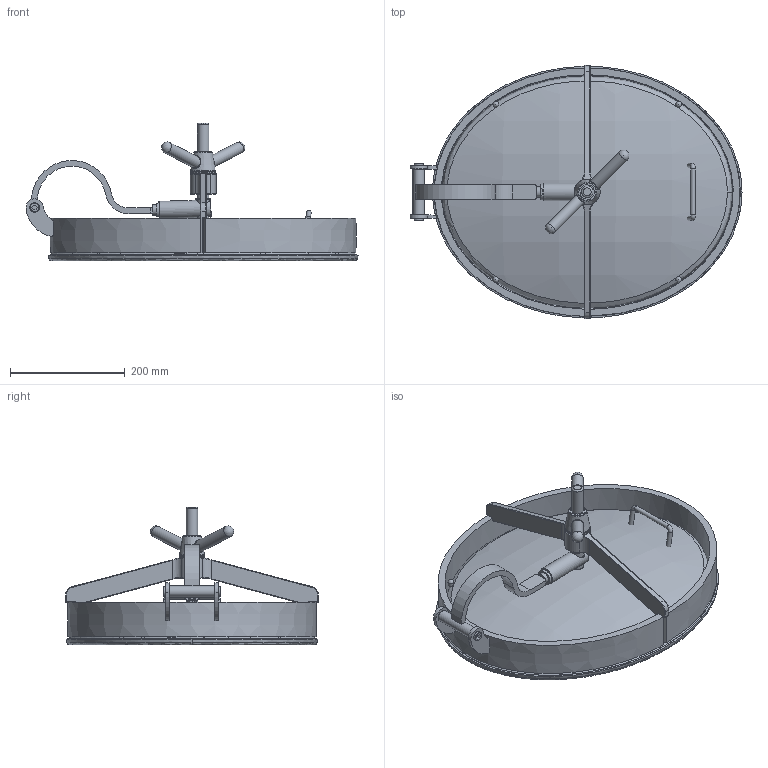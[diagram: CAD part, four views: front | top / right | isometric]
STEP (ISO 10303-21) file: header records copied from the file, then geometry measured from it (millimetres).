
FILE_DESCRIPTION(/* description */ ('Unknown'),/* implementation_level */ '2;1');
FILE_NAME(/* name */ 'FA08E4200 MOD 200LKD rev 05',/* time_stamp */ '2016-07-01T16:23:44+02:00',/* author */ ('Unknown'),/* organization */ ('Unknown'),/* preprocessor_version */ 'ST-DEVELOPER v16',/* originating_system */ 'DEX',/* authorisation */ $);
FILE_SCHEMA (('AUTOMOTIVE_DESIGN {1 0 10303 214 3 1 1}'));
Length unit declared in the file: millimetre
Products named in the file (23): FA08E4200 MOD 200LKD rev 05; 7TA0800 rev 02; 8AP15 rev 01; 81068 rev 03; 7CA0801 rev 02; 8AS103; 92019 rev 07; 82072 rev 02; 97303; 9604 assieme; 97210 rev 01; 97285 rev 03; 71015 rev 02; 8P105 rev 03; 97283; 97294 rev 02; 95423; 95020; 97062; 94044 rev 01; 94044 CORPO rev 01; 94044 BOCC. OTT. M20; 71098
Assembly tree (27 placements, depth 3):
  FA08E4200 MOD 200LKD rev 05
    7TA0800 rev 02
      8AP15 rev 01
      81068 rev 03  x2
    7CA0801 rev 02
      8AS103
      92019 rev 07
      82072 rev 02
      97303  x4
    9604 assieme
    97210 rev 01
    97285 rev 03
    71015 rev 02
      8P105 rev 03
      97283
      97294 rev 02
    95423
    95020  x2
    97062
    94044 rev 01
      94044 CORPO rev 01
      94044 BOCC. OTT. M20
    71098
Bounding box: 577.4 x 440 x 239.48 mm (x, y, z)
Volume: 2468350.2 mm3; surface area: 899777.6 mm2
Topology: 23 solids, 23 shells, 336 faces, 750 edges, 453 vertices
Faces by surface type: plane 108, cylinder 102, bspline 53, torus 32, cone 27, sphere 14
Full cylindrical faces by diameter (mm): 2.3 x2, 8 x3, 8.917 x2, 10 x6, 16 x2, 16.3 x2, 17.294 x1, 18 x2, 18.5 x1, 20 x8, 20.5 x2, 21.5 x1, 23.499 x1, 23.5 x1, 24 x2, 30 x1, 44 x1
Entity records: 17813 total; most frequent: CARTESIAN_POINT 10789, DIRECTION 1280, ORIENTED_EDGE 1108, EDGE_CURVE 554, AXIS2_PLACEMENT_3D 535, FACE_BOUND 410, EDGE_LOOP 408, VERTEX_POINT 376
